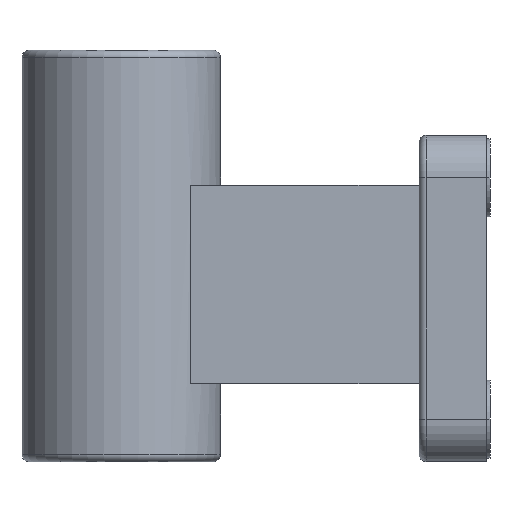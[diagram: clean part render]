
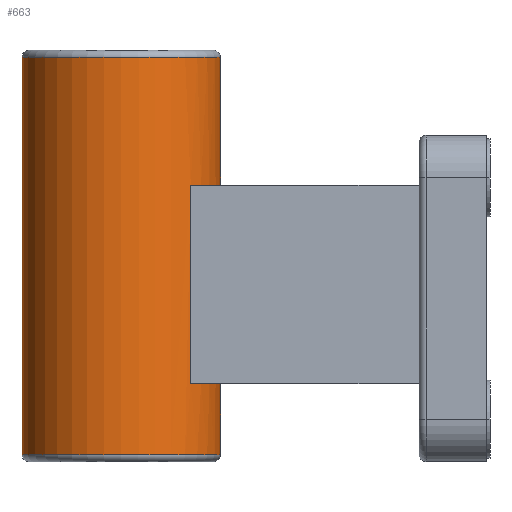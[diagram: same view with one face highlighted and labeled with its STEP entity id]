
A CAD part, front view. The second image highlights one B-rep face of the part: STEP entity #663.
In plain terms, the highlighted cylindrical face has radius 14 mm (diameter 28 mm), a partial arc.
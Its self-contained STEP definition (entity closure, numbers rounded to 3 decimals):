
#88 = VERTEX_POINT ( 'NONE', #810 ) ;
#99 = CARTESIAN_POINT ( 'NONE',  ( 14., 0., -345.986 ) ) ;
#131 = CARTESIAN_POINT ( 'NONE',  ( 9.798, -10., -335.978 ) ) ;
#138 = CARTESIAN_POINT ( 'NONE',  ( 9.798, -10., -363.978 ) ) ;
#145 = EDGE_CURVE ( 'NONE', #1851, #975, #459, .T. ) ;
#167 = DIRECTION ( 'NONE',  ( 1., 0., 0. ) ) ;
#227 = CARTESIAN_POINT ( 'NONE',  ( 14., 0., -317.986 ) ) ;
#268 = VERTEX_POINT ( 'NONE', #227 ) ;
#293 = EDGE_CURVE ( 'NONE', #649, #268, #2242, .T. ) ;
#357 = CIRCLE ( 'NONE', #1897, 14. ) ;
#366 = CARTESIAN_POINT ( 'NONE',  ( 0., 0., -373.986 ) ) ;
#384 = ORIENTED_EDGE ( 'NONE', *, *, #2213, .T. ) ;
#416 = AXIS2_PLACEMENT_3D ( 'NONE', #366, #981, #2044 ) ;
#435 = DIRECTION ( 'NONE',  ( 0., 0., 1. ) ) ;
#459 = CIRCLE ( 'NONE', #416, 14. ) ;
#538 = ORIENTED_EDGE ( 'NONE', *, *, #1350, .F. ) ;
#646 = DIRECTION ( 'NONE',  ( 0., 0., 1. ) ) ;
#649 = VERTEX_POINT ( 'NONE', #878 ) ;
#663 = ADVANCED_FACE ( 'NONE', ( #1673 ), #1081, .T. ) ;
#667 = VECTOR ( 'NONE', #2517, 1000. ) ;
#800 = VERTEX_POINT ( 'NONE', #1506 ) ;
#809 = EDGE_CURVE ( 'NONE', #975, #88, #1760, .T. ) ;
#810 = CARTESIAN_POINT ( 'NONE',  ( 14., 0., -363.978 ) ) ;
#827 = VECTOR ( 'NONE', #1960, 1000. ) ;
#878 = CARTESIAN_POINT ( 'NONE',  ( -14., 0., -317.986 ) ) ;
#907 = ORIENTED_EDGE ( 'NONE', *, *, #809, .T. ) ;
#927 = ORIENTED_EDGE ( 'NONE', *, *, #2591, .F. ) ;
#935 = CARTESIAN_POINT ( 'NONE',  ( 0., 0., -363.978 ) ) ;
#950 = ORIENTED_EDGE ( 'NONE', *, *, #145, .T. ) ;
#975 = VERTEX_POINT ( 'NONE', #1458 ) ;
#981 = DIRECTION ( 'NONE',  ( 0., 0., 1. ) ) ;
#989 = CARTESIAN_POINT ( 'NONE',  ( 0., 0., -335.978 ) ) ;
#1067 = DIRECTION ( 'NONE',  ( 0., 0., 1. ) ) ;
#1075 = AXIS2_PLACEMENT_3D ( 'NONE', #1493, #1067, #2104 ) ;
#1081 = CYLINDRICAL_SURFACE ( 'NONE', #1795, 14. ) ;
#1091 = DIRECTION ( 'NONE',  ( 1., 0., 0. ) ) ;
#1208 = EDGE_LOOP ( 'NONE', ( #2658, #950, #907, #927, #538, #2025, #384, #1706 ) ) ;
#1241 = CARTESIAN_POINT ( 'NONE',  ( -14., 0., -373.986 ) ) ;
#1350 = EDGE_CURVE ( 'NONE', #800, #2125, #1791, .T. ) ;
#1406 = DIRECTION ( 'NONE',  ( 0., 0., 1. ) ) ;
#1458 = CARTESIAN_POINT ( 'NONE',  ( 14., 0., -373.986 ) ) ;
#1479 = CARTESIAN_POINT ( 'NONE',  ( 14., 0., -345.986 ) ) ;
#1493 = CARTESIAN_POINT ( 'NONE',  ( 0., 0., -317.986 ) ) ;
#1506 = CARTESIAN_POINT ( 'NONE',  ( 9.798, -10., -335.978 ) ) ;
#1642 = CIRCLE ( 'NONE', #1766, 14. ) ;
#1652 = VERTEX_POINT ( 'NONE', #2079 ) ;
#1673 = FACE_OUTER_BOUND ( 'NONE', #1208, .T. ) ;
#1706 = ORIENTED_EDGE ( 'NONE', *, *, #293, .F. ) ;
#1750 = EDGE_CURVE ( 'NONE', #800, #1652, #357, .T. ) ;
#1760 = LINE ( 'NONE', #99, #827 ) ;
#1766 = AXIS2_PLACEMENT_3D ( 'NONE', #935, #2389, #2375 ) ;
#1791 = LINE ( 'NONE', #131, #2449 ) ;
#1795 = AXIS2_PLACEMENT_3D ( 'NONE', #1920, #435, #1091 ) ;
#1811 = DIRECTION ( 'NONE',  ( 0., 0., -1. ) ) ;
#1851 = VERTEX_POINT ( 'NONE', #1241 ) ;
#1875 = LINE ( 'NONE', #2520, #2192 ) ;
#1897 = AXIS2_PLACEMENT_3D ( 'NONE', #989, #1406, #167 ) ;
#1920 = CARTESIAN_POINT ( 'NONE',  ( 0., 0., -345.986 ) ) ;
#1930 = EDGE_CURVE ( 'NONE', #1851, #649, #1875, .T. ) ;
#1960 = DIRECTION ( 'NONE',  ( 0., 0., 1. ) ) ;
#2025 = ORIENTED_EDGE ( 'NONE', *, *, #1750, .T. ) ;
#2044 = DIRECTION ( 'NONE',  ( 1., 0., 0. ) ) ;
#2079 = CARTESIAN_POINT ( 'NONE',  ( 14., 0., -335.978 ) ) ;
#2087 = LINE ( 'NONE', #1479, #667 ) ;
#2104 = DIRECTION ( 'NONE',  ( 1., 0., 0. ) ) ;
#2125 = VERTEX_POINT ( 'NONE', #138 ) ;
#2192 = VECTOR ( 'NONE', #646, 1000. ) ;
#2213 = EDGE_CURVE ( 'NONE', #1652, #268, #2087, .T. ) ;
#2242 = CIRCLE ( 'NONE', #1075, 14. ) ;
#2375 = DIRECTION ( 'NONE',  ( 1., 0., 0. ) ) ;
#2389 = DIRECTION ( 'NONE',  ( 0., 0., 1. ) ) ;
#2449 = VECTOR ( 'NONE', #1811, 1000. ) ;
#2517 = DIRECTION ( 'NONE',  ( 0., 0., 1. ) ) ;
#2520 = CARTESIAN_POINT ( 'NONE',  ( -14., 0., -345.986 ) ) ;
#2591 = EDGE_CURVE ( 'NONE', #2125, #88, #1642, .T. ) ;
#2658 = ORIENTED_EDGE ( 'NONE', *, *, #1930, .F. ) ;
